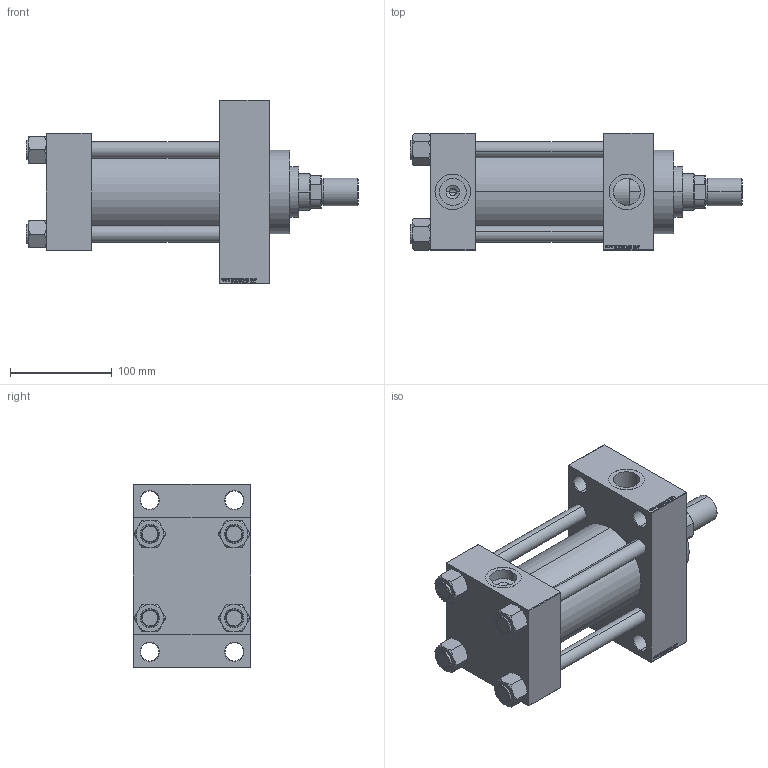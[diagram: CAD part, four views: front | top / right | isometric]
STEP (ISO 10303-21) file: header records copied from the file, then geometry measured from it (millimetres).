
FILE_DESCRIPTION (( 'STEP AP203' ), '1' );
FILE_NAME ('4dc0.STEP', '2022-04-15T13:02:01', ( '' ), ( '' ), 'SwSTEP 2.0', 'SolidWorks 2019', '' );
FILE_SCHEMA (( 'CONFIG_CONTROL_DESIGN' ));
Length unit declared in the file: millimetre
Products named in the file (7): ROD_END_AH 5dba012c35368d9a6cffa9a0a0c85051; 4dc0; V215_VC_A 5dba012c35368d9a6cffa9a0a0c85051; V215CR_VCP_D 5dba012c35368d9a6cffa9a0a0c85051; V215CR_D_Body 5dba012c35368d9a6cffa9a0a0c85051; V215CR_D_TYCINKA 5dba012c35368d9a6cffa9a0a0c85051; NUT_M5_D 5dba012c35368d9a6cffa9a0a0c85051
Assembly tree (12 placements, depth 2):
  4dc0
    V215CR_D_Body 5dba012c35368d9a6cffa9a0a0c85051
    V215CR_VCP_D 5dba012c35368d9a6cffa9a0a0c85051
    NUT_M5_D 5dba012c35368d9a6cffa9a0a0c85051  x4
    V215CR_D_TYCINKA 5dba012c35368d9a6cffa9a0a0c85051  x4
    V215_VC_A 5dba012c35368d9a6cffa9a0a0c85051
    ROD_END_AH 5dba012c35368d9a6cffa9a0a0c85051
Bounding box: 326 x 115 x 180 mm (x, y, z)
Volume: 2155750.5 mm3; surface area: 350883.7 mm2
Topology: 12 solids, 12 shells, 1173 faces, 2945 edges, 1911 vertices
Faces by surface type: plane 551, bspline 368, cone 148, cylinder 96, torus 10
Entity records: 48354 total; most frequent: CARTESIAN_POINT 25283, ORIENTED_EDGE 5154, DIRECTION 3383, EDGE_CURVE 2577, VERTEX_POINT 1689, LINE 1541, VECTOR 1541, EDGE_LOOP 1152
